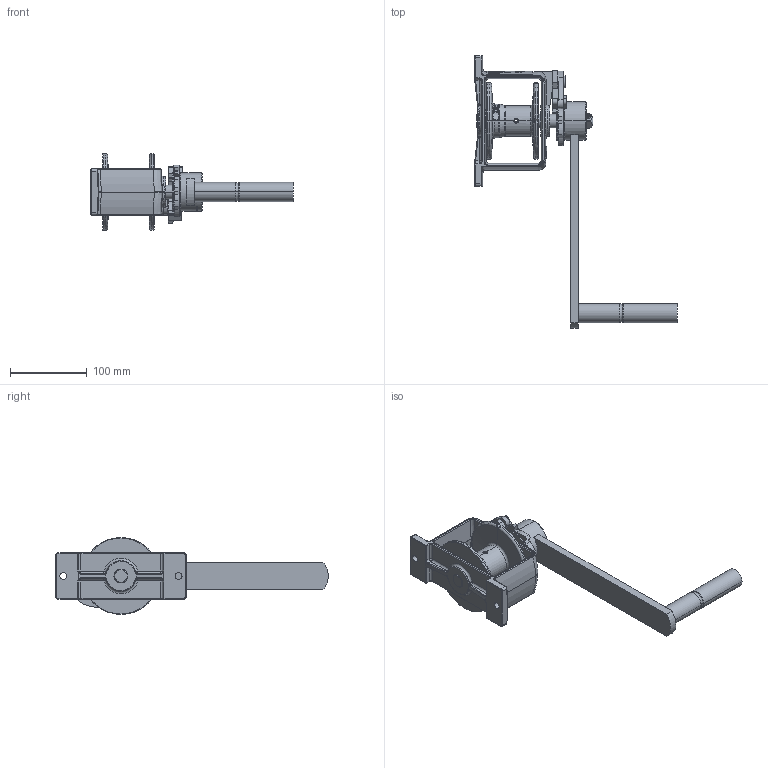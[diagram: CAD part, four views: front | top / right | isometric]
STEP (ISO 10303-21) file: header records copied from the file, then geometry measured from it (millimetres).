
FILE_DESCRIPTION(('CoCreate Modeling STEP Export'),'2;1');
FILE_NAME('200044.stp','2009-10-28T 8:49:50',(''),(''),'CoCreate Modeling STEP processor for AP214 (Solid Model)','CoCreate Modeling 16.00A 16-Aug-2008 (C) Parametric Technology GmbH','');
FILE_SCHEMA(('AUTOMOTIVE_DESIGN { 1 0 10303 214 1 1 1 1 }'));
Products named in the file (3): Seilwinde; Kurbel; Seilwinde_200044
Assembly tree (2 placements, depth 2):
  Seilwinde_200044
    Kurbel
    Seilwinde
Bounding box: 264.03 x 354.91 x 100 mm (x, y, z)
Volume: 221777.2 mm3; surface area: 165373.1 mm2
Topology: 1 solids, 2 shells, 966 faces, 7528 edges, 6819 vertices
Faces by surface type: cylinder 491, plane 197, bspline 154, torus 60, cone 53, extrusion 11
Entity records: 104559 total; most frequent: CARTESIAN_POINT 44000, ORIENTED_EDGE 15044, DIRECTION 12290, EDGE_CURVE 7519, VERTEX_POINT 6819, AXIS2_PLACEMENT_3D 5210, ELLIPSE 3739, VECTOR 1870
